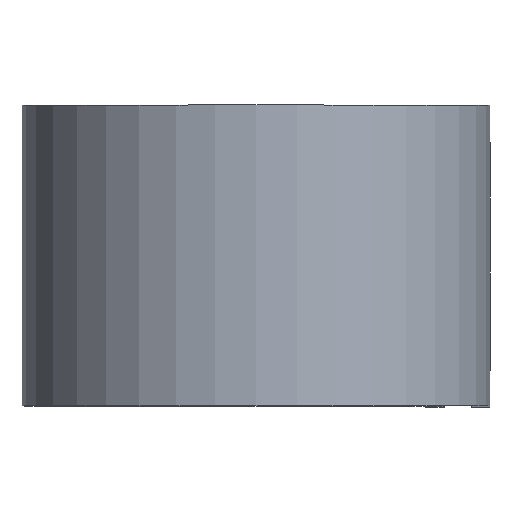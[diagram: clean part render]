
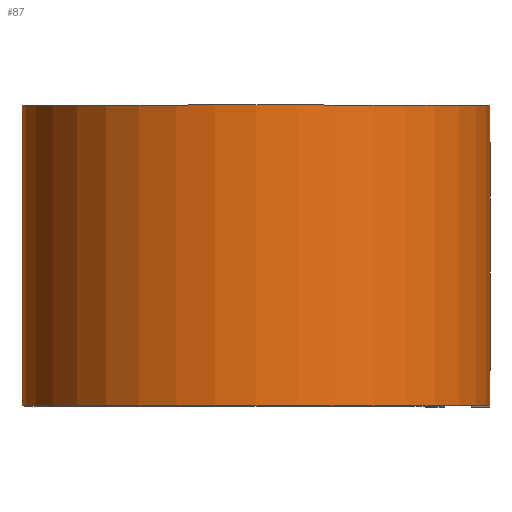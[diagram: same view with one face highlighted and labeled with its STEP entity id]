
A CAD part, top view. The second image highlights one B-rep face of the part: STEP entity #87.
In plain terms, the highlighted cylindrical face has radius 19.774 mm (diameter 39.548 mm), a partial arc.
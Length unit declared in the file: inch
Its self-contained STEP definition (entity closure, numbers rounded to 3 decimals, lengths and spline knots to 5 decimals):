
#42 = CARTESIAN_POINT ( 'NONE',  ( 0.7785, -0.5, 0. ) ) ;
#52 = DIRECTION ( 'NONE',  ( 0., 1., 0. ) ) ;
#61 = CARTESIAN_POINT ( 'NONE',  ( 0., 0.5, -0.7785 ) ) ;
#87 = ADVANCED_FACE ( 'NONE', ( #632 ), #624, .T. ) ;
#105 = DIRECTION ( 'NONE',  ( 0., -1., 0. ) ) ;
#109 = CARTESIAN_POINT ( 'NONE',  ( 0., -0.5, 0. ) ) ;
#111 = ORIENTED_EDGE ( 'NONE', *, *, #545, .T. ) ;
#150 = AXIS2_PLACEMENT_3D ( 'NONE', #348, #349, #373 ) ;
#165 = AXIS2_PLACEMENT_3D ( 'NONE', #109, #52, #459 ) ;
#182 = DIRECTION ( 'NONE',  ( 0., 0., -1. ) ) ;
#183 = EDGE_CURVE ( 'NONE', #367, #416, #580, .T. ) ;
#195 = EDGE_CURVE ( 'NONE', #447, #473, #577, .T. ) ;
#209 = AXIS2_PLACEMENT_3D ( 'NONE', #258, #105, #182 ) ;
#239 = ORIENTED_EDGE ( 'NONE', *, *, #183, .F. ) ;
#258 = CARTESIAN_POINT ( 'NONE',  ( 0., 0.5, 0. ) ) ;
#263 = CARTESIAN_POINT ( 'NONE',  ( 0., -0.5, -0.7785 ) ) ;
#305 = EDGE_CURVE ( 'NONE', #447, #367, #532, .T. ) ;
#306 = CARTESIAN_POINT ( 'NONE',  ( 0.7785, 0.5, 0. ) ) ;
#348 = CARTESIAN_POINT ( 'NONE',  ( 0., 0.5, 0. ) ) ;
#349 = DIRECTION ( 'NONE',  ( 0., 1., 0. ) ) ;
#354 = ORIENTED_EDGE ( 'NONE', *, *, #305, .F. ) ;
#366 = CARTESIAN_POINT ( 'NONE',  ( 0.7785, 0.5, 0. ) ) ;
#367 = VERTEX_POINT ( 'NONE', #306 ) ;
#373 = DIRECTION ( 'NONE',  ( 1., 0., 0. ) ) ;
#413 = DIRECTION ( 'NONE',  ( 0., -1., 0. ) ) ;
#416 = VERTEX_POINT ( 'NONE', #42 ) ;
#447 = VERTEX_POINT ( 'NONE', #526 ) ;
#459 = DIRECTION ( 'NONE',  ( 1., 0., 0. ) ) ;
#473 = VERTEX_POINT ( 'NONE', #263 ) ;
#484 = CIRCLE ( 'NONE', #165, 0.7785 ) ;
#488 = ORIENTED_EDGE ( 'NONE', *, *, #195, .T. ) ;
#526 = CARTESIAN_POINT ( 'NONE',  ( 0., 0.5, -0.7785 ) ) ;
#532 = CIRCLE ( 'NONE', #150, 0.7785 ) ;
#545 = EDGE_CURVE ( 'NONE', #473, #416, #484, .T. ) ;
#568 = VECTOR ( 'NONE', #413, 39.37008 ) ;
#577 = LINE ( 'NONE', #61, #568 ) ;
#579 = VECTOR ( 'NONE', #588, 39.37008 ) ;
#580 = LINE ( 'NONE', #366, #579 ) ;
#588 = DIRECTION ( 'NONE',  ( 0., -1., 0. ) ) ;
#597 = EDGE_LOOP ( 'NONE', ( #111, #239, #354, #488 ) ) ;
#624 = CYLINDRICAL_SURFACE ( 'NONE', #209, 0.7785 ) ;
#632 = FACE_OUTER_BOUND ( 'NONE', #597, .T. ) ;
